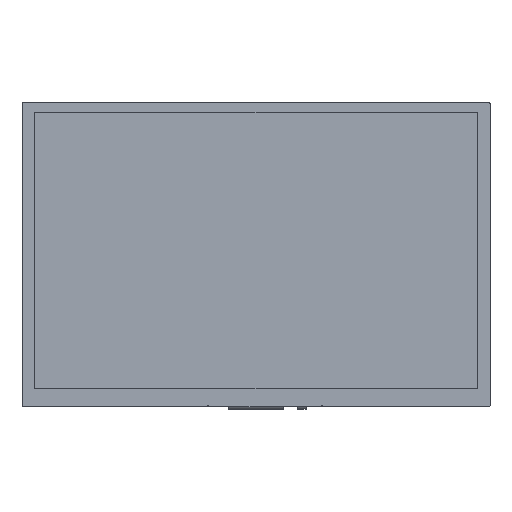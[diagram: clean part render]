
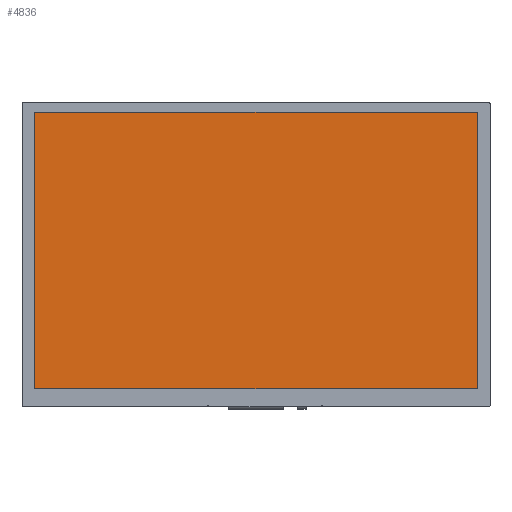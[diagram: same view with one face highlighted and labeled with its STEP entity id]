
A CAD part, top view. The second image highlights one B-rep face of the part: STEP entity #4836.
In plain terms, the highlighted planar face has unit normal (0, 0, 1).
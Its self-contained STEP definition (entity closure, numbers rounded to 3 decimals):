
#227=PLANE('',#5187);
#455=FACE_OUTER_BOUND('',#699,.T.);
#699=EDGE_LOOP('',(#3495,#3496,#3497,#3498));
#957=LINE('',#6805,#1596);
#961=LINE('',#6812,#1600);
#964=LINE('',#6818,#1603);
#966=LINE('',#6821,#1605);
#1596=VECTOR('',#5564,10.);
#1600=VECTOR('',#5570,10.);
#1603=VECTOR('',#5575,10.);
#1605=VECTOR('',#5579,10.);
#2286=VERTEX_POINT('',#6802);
#2287=VERTEX_POINT('',#6804);
#2289=VERTEX_POINT('',#6810);
#2291=VERTEX_POINT('',#6816);
#2762=EDGE_CURVE('',#2286,#2287,#957,.T.);
#2766=EDGE_CURVE('',#2289,#2286,#961,.T.);
#2769=EDGE_CURVE('',#2291,#2289,#964,.T.);
#2771=EDGE_CURVE('',#2287,#2291,#966,.T.);
#3495=ORIENTED_EDGE('',*,*,#2771,.F.);
#3496=ORIENTED_EDGE('',*,*,#2762,.F.);
#3497=ORIENTED_EDGE('',*,*,#2766,.F.);
#3498=ORIENTED_EDGE('',*,*,#2769,.F.);
#4836=ADVANCED_FACE('',(#455),#227,.F.);
#5187=AXIS2_PLACEMENT_3D('',#6822,#5580,#5581);
#5564=DIRECTION('',(0.,-1.,0.));
#5570=DIRECTION('',(1.,0.,0.));
#5575=DIRECTION('',(0.,1.,0.));
#5579=DIRECTION('',(-1.,0.,0.));
#5580=DIRECTION('center_axis',(0.,0.,-1.));
#5581=DIRECTION('ref_axis',(-1.,0.,0.));
#6802=CARTESIAN_POINT('',(224.224,145.979,4.2));
#6804=CARTESIAN_POINT('',(224.224,10.379,4.2));
#6805=CARTESIAN_POINT('',(224.224,10.379,4.2));
#6810=CARTESIAN_POINT('',(7.264,145.979,4.2));
#6812=CARTESIAN_POINT('',(224.224,145.979,4.2));
#6816=CARTESIAN_POINT('',(7.264,10.379,4.2));
#6818=CARTESIAN_POINT('',(7.264,145.979,4.2));
#6821=CARTESIAN_POINT('',(7.264,10.379,4.2));
#6822=CARTESIAN_POINT('Origin',(115.744,78.179,4.2));
